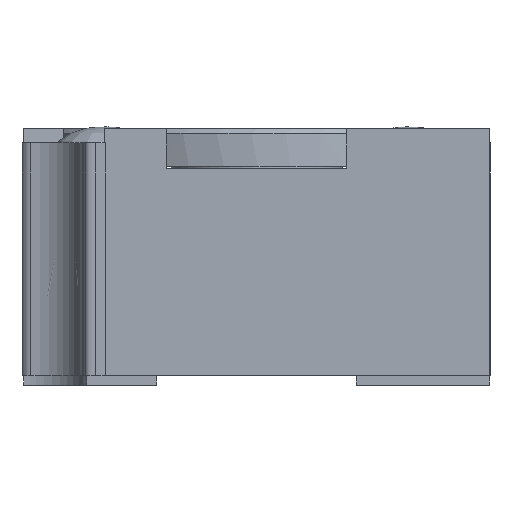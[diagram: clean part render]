
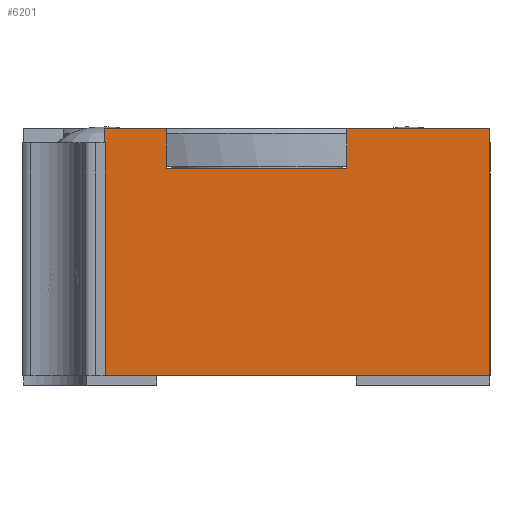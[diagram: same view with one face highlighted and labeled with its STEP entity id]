
A CAD part, front view. The second image highlights one B-rep face of the part: STEP entity #6201.
In plain terms, the highlighted free-form (B-spline) face has degree [1, 1] with [2, 2] control points.
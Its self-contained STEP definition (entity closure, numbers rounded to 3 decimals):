
#5113=CARTESIAN_POINT('',(2.45,-2.45,0.));
#5114=VERTEX_POINT('',#5113);
#5137=CARTESIAN_POINT('',(0.95,-2.45,0.));
#5138=VERTEX_POINT('',#5137);
#5144=CARTESIAN_POINT('',(0.95,-2.45,0.));
#5145=CARTESIAN_POINT('',(2.45,-2.45,0.));
#5146=B_SPLINE_CURVE_WITH_KNOTS('',1,(#5144,#5145),.POLYLINE_FORM.,.F.,.U.,(2,2),(0.694,1.),.UNSPECIFIED.);
#5147=EDGE_CURVE('',#5138,#5114,#5146,.T.);
#5210=CARTESIAN_POINT('',(-0.95,-2.45,0.));
#5211=VERTEX_POINT('',#5210);
#5212=CARTESIAN_POINT('',(-0.95,-2.45,-0.42));
#5213=VERTEX_POINT('',#5212);
#5214=CARTESIAN_POINT('',(-0.95,-2.45,0.));
#5215=CARTESIAN_POINT('',(-0.95,-2.45,-0.42));
#5216=B_SPLINE_CURVE_WITH_KNOTS('',1,(#5214,#5215),.POLYLINE_FORM.,.F.,.U.,(2,2),(0.639,0.706),.UNSPECIFIED.);
#5217=EDGE_CURVE('',#5211,#5213,#5216,.T.);
#5254=CARTESIAN_POINT('',(0.95,-2.45,-0.42));
#5255=VERTEX_POINT('',#5254);
#5261=CARTESIAN_POINT('',(0.95,-2.45,-0.42));
#5262=CARTESIAN_POINT('',(0.95,-2.45,0.));
#5263=B_SPLINE_CURVE_WITH_KNOTS('',1,(#5261,#5262),.POLYLINE_FORM.,.F.,.U.,(2,2),(0.294,0.361),.UNSPECIFIED.);
#5264=EDGE_CURVE('',#5255,#5138,#5263,.T.);
#5330=CARTESIAN_POINT('',(-0.95,-2.45,-0.42));
#5331=CARTESIAN_POINT('',(0.95,-2.45,-0.42));
#5332=B_SPLINE_CURVE_WITH_KNOTS('',1,(#5330,#5331),.POLYLINE_FORM.,.F.,.U.,(2,2),(0.351,0.649),.UNSPECIFIED.);
#5333=EDGE_CURVE('',#5213,#5255,#5332,.T.);
#5610=CARTESIAN_POINT('',(-1.601,-2.45,0.));
#5611=VERTEX_POINT('',#5610);
#5619=CARTESIAN_POINT('',(-1.601,-2.45,0.));
#5620=CARTESIAN_POINT('',(-0.95,-2.45,0.));
#5621=B_SPLINE_CURVE_WITH_KNOTS('',1,(#5619,#5620),.POLYLINE_FORM.,.F.,.U.,(2,2),(0.173,0.306),.UNSPECIFIED.);
#5622=EDGE_CURVE('',#5611,#5211,#5621,.T.);
#5813=CARTESIAN_POINT('',(-1.601,-2.45,-0.3));
#5814=VERTEX_POINT('',#5813);
#5815=CARTESIAN_POINT('',(-1.601,-2.45,-0.3));
#5816=CARTESIAN_POINT('',(-1.601,-2.45,0.));
#5817=B_SPLINE_CURVE_WITH_KNOTS('',1,(#5815,#5816),.POLYLINE_FORM.,.F.,.U.,(2,2),(0.32,0.372),.UNSPECIFIED.);
#5818=EDGE_CURVE('',#5814,#5611,#5817,.T.);
#6144=CARTESIAN_POINT('',(-1.696,-2.45,-2.6));
#6145=VERTEX_POINT('',#6144);
#6152=CARTESIAN_POINT('',(2.45,-2.45,-2.6));
#6153=VERTEX_POINT('',#6152);
#6154=CARTESIAN_POINT('',(-1.696,-2.45,-2.6));
#6155=CARTESIAN_POINT('',(2.45,-2.45,-2.6));
#6156=B_SPLINE_CURVE_WITH_KNOTS('',1,(#6154,#6155),.POLYLINE_FORM.,.F.,.U.,(2,2),(0.154,1.),.UNSPECIFIED.);
#6157=EDGE_CURVE('',#6145,#6153,#6156,.T.);
#6170=CARTESIAN_POINT('',(-2.45,-2.45,0.));
#6171=CARTESIAN_POINT('',(-2.45,-2.45,-2.6));
#6172=CARTESIAN_POINT('',(2.45,-2.45,0.));
#6173=CARTESIAN_POINT('',(2.45,-2.45,-2.6));
#6174=B_SPLINE_SURFACE_WITH_KNOTS('',1,1,((#6170,#6171),(#6172,#6173)),.PLANE_SURF.,.F.,.F.,.U.,(2,2),(2,2),(0.,1.),(0.,1.),.UNSPECIFIED.);
#6175=CARTESIAN_POINT('',(-1.696,-2.45,-0.347));
#6176=VERTEX_POINT('',#6175);
#6177=CARTESIAN_POINT('',(-1.696,-2.45,-2.6));
#6178=CARTESIAN_POINT('',(-1.696,-2.45,-0.347));
#6179=B_SPLINE_CURVE_WITH_KNOTS('',1,(#6177,#6178),.POLYLINE_FORM.,.F.,.U.,(2,2),(0.,0.867),.UNSPECIFIED.);
#6180=EDGE_CURVE('',#6145,#6176,#6179,.T.);
#6181=ORIENTED_EDGE('',*,*,#6180,.T.);
#6182=CARTESIAN_POINT('',(-1.696,-2.45,-0.347));
#6183=CARTESIAN_POINT('',(-1.601,-2.45,-0.3));
#6184=B_SPLINE_CURVE_WITH_KNOTS('',1,(#6182,#6183),.POLYLINE_FORM.,.F.,.U.,(2,2),(0.863,0.882),.UNSPECIFIED.);
#6185=EDGE_CURVE('',#6176,#5814,#6184,.T.);
#6186=ORIENTED_EDGE('',*,*,#6185,.T.);
#6187=ORIENTED_EDGE('',*,*,#5818,.T.);
#6188=ORIENTED_EDGE('',*,*,#5622,.T.);
#6189=ORIENTED_EDGE('',*,*,#5217,.T.);
#6190=ORIENTED_EDGE('',*,*,#5333,.T.);
#6191=ORIENTED_EDGE('',*,*,#5264,.T.);
#6192=ORIENTED_EDGE('',*,*,#5147,.T.);
#6193=CARTESIAN_POINT('',(2.45,-2.45,0.));
#6194=CARTESIAN_POINT('',(2.45,-2.45,-2.6));
#6195=B_SPLINE_CURVE_WITH_KNOTS('',1,(#6193,#6194),.POLYLINE_FORM.,.F.,.U.,(2,2),(0.,1.),.UNSPECIFIED.);
#6196=EDGE_CURVE('',#5114,#6153,#6195,.T.);
#6197=ORIENTED_EDGE('',*,*,#6196,.T.);
#6198=ORIENTED_EDGE('',*,*,#6157,.F.);
#6199=EDGE_LOOP('',(#6181,#6186,#6187,#6188,#6189,#6190,#6191,#6192,#6197,#6198));
#6200=FACE_OUTER_BOUND('',#6199,.F.);
#6201=ADVANCED_FACE('',(#6200),#6174,.F.);
